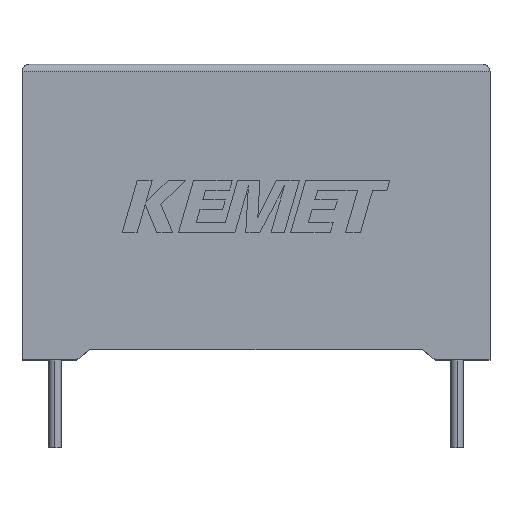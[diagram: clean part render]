
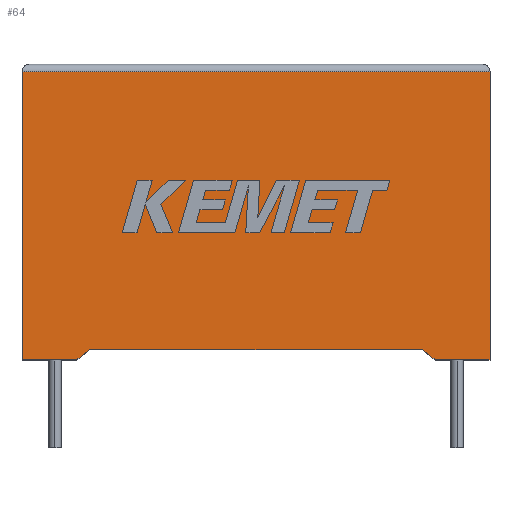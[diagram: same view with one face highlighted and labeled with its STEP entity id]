
A CAD part, top view. The second image highlights one B-rep face of the part: STEP entity #64.
In plain terms, the highlighted planar face has unit normal (0, 0, 1).
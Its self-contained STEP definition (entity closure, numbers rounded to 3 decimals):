
#54 = ORIENTED_EDGE ( 'NONE', *, *, #2428, .T. ) ;
#64 = ADVANCED_FACE ( 'NONE', ( #1517 ), #1374, .F. ) ;
#94 = CARTESIAN_POINT ( 'NONE',  ( 0., 19.7, 11.3 ) ) ;
#112 = VERTEX_POINT ( 'NONE', #2571 ) ;
#130 = DIRECTION ( 'NONE',  ( 0., 1., 0. ) ) ;
#144 = LINE ( 'NONE', #1133, #2288 ) ;
#172 = EDGE_CURVE ( 'NONE', #2626, #1737, #428, .T. ) ;
#315 = EDGE_CURVE ( 'NONE', #1434, #1737, #1285, .T. ) ;
#428 = LINE ( 'NONE', #972, #2851 ) ;
#438 = VERTEX_POINT ( 'NONE', #2554 ) ;
#512 = CARTESIAN_POINT ( 'NONE',  ( 0., 0., 11.3 ) ) ;
#593 = EDGE_CURVE ( 'NONE', #1128, #697, #2499, .T. ) ;
#624 = CARTESIAN_POINT ( 'NONE',  ( 4.639, 0.696, 11.3 ) ) ;
#635 = LINE ( 'NONE', #1220, #1422 ) ;
#697 = VERTEX_POINT ( 'NONE', #1728 ) ;
#728 = CARTESIAN_POINT ( 'NONE',  ( 0., 0., 11.3 ) ) ;
#752 = DIRECTION ( 'NONE',  ( 0., -1., 0. ) ) ;
#811 = CARTESIAN_POINT ( 'NONE',  ( 28.25, 0., 11.3 ) ) ;
#972 = CARTESIAN_POINT ( 'NONE',  ( 0., 0., 11.3 ) ) ;
#1035 = LINE ( 'NONE', #2585, #2765 ) ;
#1097 = DIRECTION ( 'NONE',  ( -1., 0., 0. ) ) ;
#1128 = VERTEX_POINT ( 'NONE', #2824 ) ;
#1133 = CARTESIAN_POINT ( 'NONE',  ( 0., 19.7, 11.3 ) ) ;
#1201 = DIRECTION ( 'NONE',  ( 1., 0., 0. ) ) ;
#1220 = CARTESIAN_POINT ( 'NONE',  ( 0., 0., 11.3 ) ) ;
#1236 = EDGE_LOOP ( 'NONE', ( #54, #2260, #2607, #1962, #2736, #1739, #1902, #2310 ) ) ;
#1285 = LINE ( 'NONE', #2300, #2550 ) ;
#1304 = EDGE_CURVE ( 'NONE', #1128, #1434, #1035, .T. ) ;
#1374 = PLANE ( 'NONE',  #1898 ) ;
#1415 = CARTESIAN_POINT ( 'NONE',  ( 3.75, 0., 11.3 ) ) ;
#1422 = VECTOR ( 'NONE', #752, 1000. ) ;
#1434 = VERTEX_POINT ( 'NONE', #624 ) ;
#1516 = DIRECTION ( 'NONE',  ( 0.787, -0.617, 0. ) ) ;
#1517 = FACE_OUTER_BOUND ( 'NONE', #1236, .T. ) ;
#1523 = EDGE_CURVE ( 'NONE', #438, #2464, #144, .T. ) ;
#1655 = DIRECTION ( 'NONE',  ( 1., 0., 0. ) ) ;
#1659 = VECTOR ( 'NONE', #130, 1000. ) ;
#1728 = CARTESIAN_POINT ( 'NONE',  ( 28.25, 0., 11.3 ) ) ;
#1737 = VERTEX_POINT ( 'NONE', #1415 ) ;
#1739 = ORIENTED_EDGE ( 'NONE', *, *, #1304, .F. ) ;
#1753 = VECTOR ( 'NONE', #1516, 1000. ) ;
#1781 = DIRECTION ( 'NONE',  ( -1., 0., 0. ) ) ;
#1786 = CARTESIAN_POINT ( 'NONE',  ( 0., 0., 11.3 ) ) ;
#1898 = AXIS2_PLACEMENT_3D ( 'NONE', #1786, #2999, #1097 ) ;
#1902 = ORIENTED_EDGE ( 'NONE', *, *, #593, .T. ) ;
#1921 = LINE ( 'NONE', #728, #2285 ) ;
#1944 = DIRECTION ( 'NONE',  ( -1., 0., 0. ) ) ;
#1962 = ORIENTED_EDGE ( 'NONE', *, *, #172, .T. ) ;
#2240 = LINE ( 'NONE', #2952, #1659 ) ;
#2260 = ORIENTED_EDGE ( 'NONE', *, *, #1523, .T. ) ;
#2285 = VECTOR ( 'NONE', #1655, 1000. ) ;
#2288 = VECTOR ( 'NONE', #1781, 1000. ) ;
#2300 = CARTESIAN_POINT ( 'NONE',  ( 3.75, 0., 11.3 ) ) ;
#2310 = ORIENTED_EDGE ( 'NONE', *, *, #3005, .T. ) ;
#2428 = EDGE_CURVE ( 'NONE', #112, #438, #2240, .T. ) ;
#2464 = VERTEX_POINT ( 'NONE', #94 ) ;
#2499 = LINE ( 'NONE', #811, #1753 ) ;
#2550 = VECTOR ( 'NONE', #2732, 1000. ) ;
#2554 = CARTESIAN_POINT ( 'NONE',  ( 32., 19.7, 11.3 ) ) ;
#2571 = CARTESIAN_POINT ( 'NONE',  ( 32., 0., 11.3 ) ) ;
#2585 = CARTESIAN_POINT ( 'NONE',  ( 16., 0.696, 11.3 ) ) ;
#2607 = ORIENTED_EDGE ( 'NONE', *, *, #2610, .T. ) ;
#2610 = EDGE_CURVE ( 'NONE', #2464, #2626, #635, .T. ) ;
#2626 = VERTEX_POINT ( 'NONE', #512 ) ;
#2732 = DIRECTION ( 'NONE',  ( -0.787, -0.617, 0. ) ) ;
#2736 = ORIENTED_EDGE ( 'NONE', *, *, #315, .F. ) ;
#2765 = VECTOR ( 'NONE', #1944, 1000. ) ;
#2824 = CARTESIAN_POINT ( 'NONE',  ( 27.361, 0.696, 11.3 ) ) ;
#2851 = VECTOR ( 'NONE', #1201, 1000. ) ;
#2952 = CARTESIAN_POINT ( 'NONE',  ( 32., 0., 11.3 ) ) ;
#2999 = DIRECTION ( 'NONE',  ( 0., 0., -1. ) ) ;
#3005 = EDGE_CURVE ( 'NONE', #697, #112, #1921, .T. ) ;
